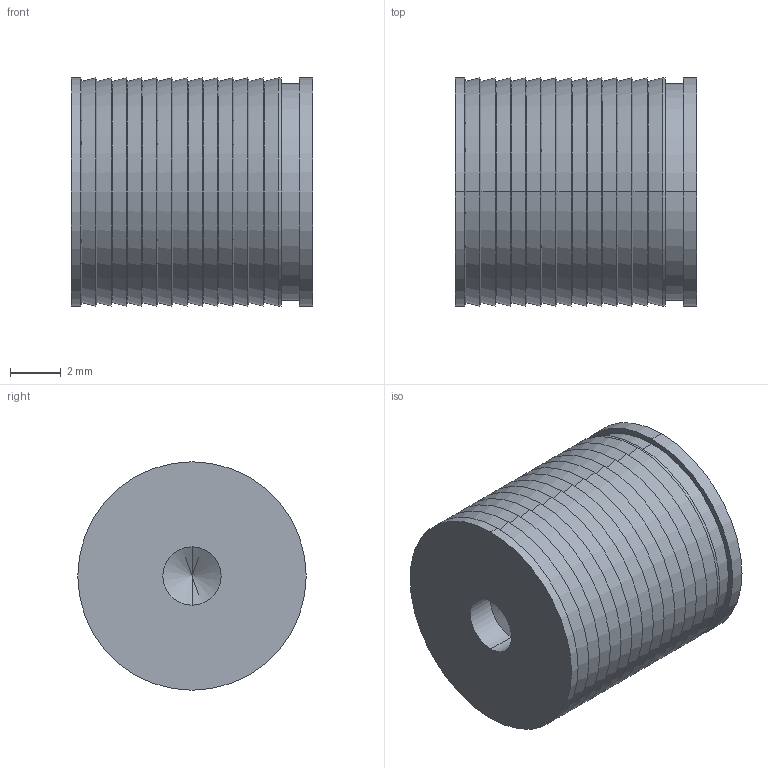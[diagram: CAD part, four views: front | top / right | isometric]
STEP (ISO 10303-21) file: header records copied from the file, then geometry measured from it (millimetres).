
FILE_DESCRIPTION(('STEP AP214'),'1');
FILE_NAME(' ',' ',('TraceParts'),('TraceParts S.A.'),'XStep 1.0',' ',' ');
FILE_SCHEMA(('automotive_design'));
Length unit declared in the file: millimetre
Products named in the file (1): 1
Bounding box: 9.5 x 9 x 9 mm (x, y, z)
Volume: 578 mm3; surface area: 460.3 mm2
Topology: 1 solids, 1 shells, 68 faces, 136 edges, 71 vertices
Faces by surface type: cone 54, cylinder 10, plane 4
Entity records: 3301 total; most frequent: DIRECTION 342, STYLED_ITEM 274, PRESENTATION_STYLE_ASSIGNMENT 274, CARTESIAN_POINT 274, COLOUR_RGB 274, ORIENTED_EDGE 268, AXIS2_PLACEMENT_3D 139, EDGE_CURVE 134
